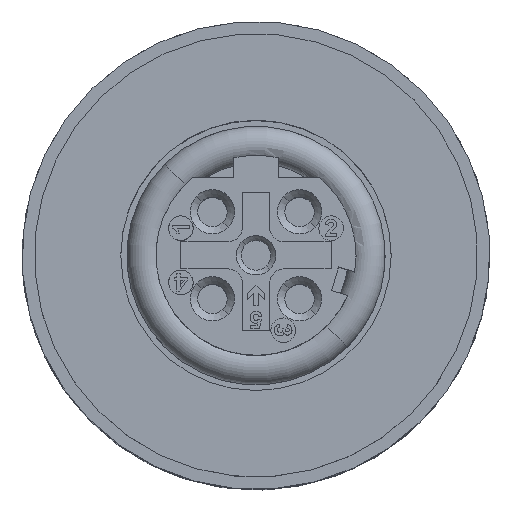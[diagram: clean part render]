
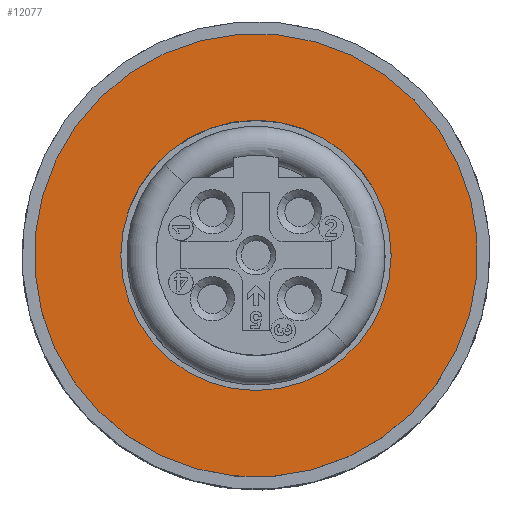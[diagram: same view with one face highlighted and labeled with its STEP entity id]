
A CAD part, top view. The second image highlights one B-rep face of the part: STEP entity #12077.
In plain terms, the highlighted face is planar.
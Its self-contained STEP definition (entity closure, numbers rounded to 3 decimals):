
#12023=CARTESIAN_POINT('',(14.262,31.864,-0.168));
#12024=DIRECTION('',(-0.,-0.,-1.));
#12025=DIRECTION('',(1.,-0.005,-0.));
#12026=AXIS2_PLACEMENT_3D('',#12023,#12024,#12025);
#12027=PLANE('',#12026);
#12028=CARTESIAN_POINT('',(20.541,37.321,-0.168));
#12029=VERTEX_POINT('',#12028);
#12030=CARTESIAN_POINT('',(20.482,26.341,-0.168));
#12031=VERTEX_POINT('',#12030);
#12032=CARTESIAN_POINT('',(20.512,31.831,-0.168));
#12033=DIRECTION('',(-0.,-0.,-1.));
#12034=DIRECTION('',(-0.005,-1.,0.));
#12035=AXIS2_PLACEMENT_3D('',#12032,#12033,#12034);
#12036=CIRCLE('',#12035,5.49);
#12037=EDGE_CURVE('',#12029,#12031,#12036,.T.);
#12038=ORIENTED_EDGE('',*,*,#12037,.F.);
#12039=CARTESIAN_POINT('',(20.512,31.831,-0.168));
#12040=DIRECTION('',(-0.,-0.,-1.));
#12041=DIRECTION('',(-0.005,-1.,0.));
#12042=AXIS2_PLACEMENT_3D('',#12039,#12040,#12041);
#12043=CIRCLE('',#12042,5.49);
#12044=EDGE_CURVE('',#12031,#12029,#12043,.T.);
#12045=ORIENTED_EDGE('',*,*,#12044,.F.);
#12046=EDGE_LOOP('',(#12038,#12045));
#12047=FACE_BOUND('',#12046,.T.);
#12048=CARTESIAN_POINT('',(26.872,38.198,-0.168));
#12049=VERTEX_POINT('',#12048);
#12050=CARTESIAN_POINT('',(26.879,25.47,-0.168));
#12051=VERTEX_POINT('',#12050);
#12052=CARTESIAN_POINT('',(20.512,31.831,-0.168));
#12053=DIRECTION('',(-0.,-0.,-1.));
#12054=DIRECTION('',(-0.707,-0.707,0.));
#12055=AXIS2_PLACEMENT_3D('',#12052,#12053,#12054);
#12056=CIRCLE('',#12055,9.);
#12057=EDGE_CURVE('',#12049,#12051,#12056,.T.);
#12058=ORIENTED_EDGE('',*,*,#12057,.T.);
#12059=CARTESIAN_POINT('',(14.151,25.463,-0.168));
#12060=VERTEX_POINT('',#12059);
#12061=CARTESIAN_POINT('',(20.512,31.831,-0.168));
#12062=DIRECTION('',(-0.,-0.,-1.));
#12063=DIRECTION('',(-0.707,-0.707,0.));
#12064=AXIS2_PLACEMENT_3D('',#12061,#12062,#12063);
#12065=CIRCLE('',#12064,9.);
#12066=EDGE_CURVE('',#12051,#12060,#12065,.T.);
#12067=ORIENTED_EDGE('',*,*,#12066,.T.);
#12068=CARTESIAN_POINT('',(20.512,31.831,-0.168));
#12069=DIRECTION('',(-0.,-0.,-1.));
#12070=DIRECTION('',(-0.707,-0.707,0.));
#12071=AXIS2_PLACEMENT_3D('',#12068,#12069,#12070);
#12072=CIRCLE('',#12071,9.);
#12073=EDGE_CURVE('',#12060,#12049,#12072,.T.);
#12074=ORIENTED_EDGE('',*,*,#12073,.T.);
#12075=EDGE_LOOP('',(#12058,#12067,#12074));
#12076=FACE_BOUND('',#12075,.T.);
#12077=ADVANCED_FACE('',(#12047,#12076),#12027,.T.);
